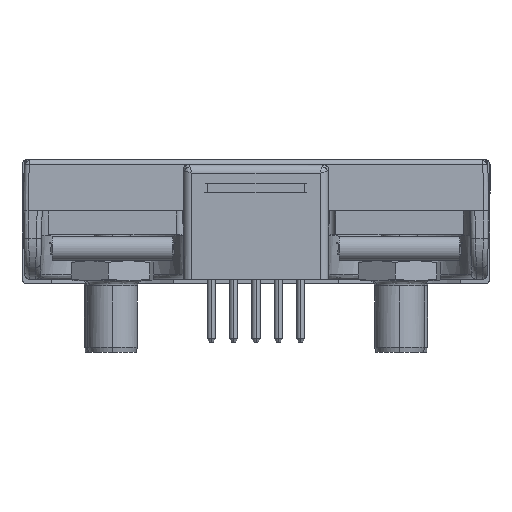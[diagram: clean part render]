
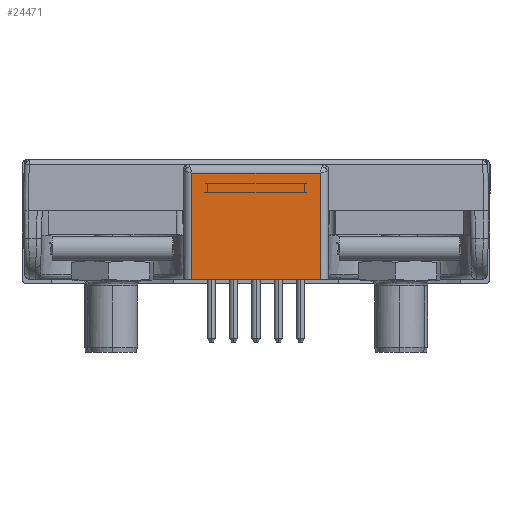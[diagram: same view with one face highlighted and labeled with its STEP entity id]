
A CAD part, left-side view. The second image highlights one B-rep face of the part: STEP entity #24471.
In plain terms, the highlighted planar face has unit normal (-1, 0, 0).
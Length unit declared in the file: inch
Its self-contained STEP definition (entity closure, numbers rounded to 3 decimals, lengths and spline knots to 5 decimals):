
#6662 = VERTEX_POINT ( 'NONE', #54707 ) ;
#12314 = AXIS2_PLACEMENT_3D ( 'NONE', #57455, #17530, #30945 ) ;
#15253 = FACE_OUTER_BOUND ( 'NONE', #53175, .T. ) ;
#17506 = VECTOR ( 'NONE', #17967, 39.37008 ) ;
#17530 = DIRECTION ( 'NONE',  ( 1., 0., 0. ) ) ;
#17967 = DIRECTION ( 'NONE',  ( 0., -1., 0. ) ) ;
#20634 = VECTOR ( 'NONE', #37490, 39.37008 ) ;
#23094 = EDGE_CURVE ( 'NONE', #6662, #44240, #32074, .T. ) ;
#24471 = ADVANCED_FACE ( 'NONE', ( #15253 ), #44078, .F. ) ;
#24898 = LINE ( 'NONE', #38088, #17506 ) ;
#28837 = EDGE_CURVE ( 'NONE', #86201, #41462, #24898, .T. ) ;
#30945 = DIRECTION ( 'NONE',  ( 0., 0., -1. ) ) ;
#32074 = LINE ( 'NONE', #45018, #20634 ) ;
#37490 = DIRECTION ( 'NONE',  ( 0., 1., 0. ) ) ;
#38088 = CARTESIAN_POINT ( 'NONE',  ( -8.55746, 0.59094, -1.53002 ) ) ;
#38230 = CARTESIAN_POINT ( 'NONE',  ( -8.55746, 0.97508, -1.53002 ) ) ;
#38453 = VECTOR ( 'NONE', #76973, 39.37008 ) ;
#41462 = VERTEX_POINT ( 'NONE', #43566 ) ;
#43566 = CARTESIAN_POINT ( 'NONE',  ( -8.55746, 0.59094, -1.53002 ) ) ;
#44078 = PLANE ( 'NONE',  #12314 ) ;
#44240 = VERTEX_POINT ( 'NONE', #85935 ) ;
#45018 = CARTESIAN_POINT ( 'NONE',  ( -8.55746, 0.56295, -1.84764 ) ) ;
#49875 = VECTOR ( 'NONE', #57663, 39.37008 ) ;
#50147 = CARTESIAN_POINT ( 'NONE',  ( -8.55746, 0.97508, -1.53002 ) ) ;
#53175 = EDGE_LOOP ( 'NONE', ( #57054, #55773, #65384, #59287 ) ) ;
#53810 = EDGE_CURVE ( 'NONE', #44240, #86201, #58219, .T. ) ;
#54707 = CARTESIAN_POINT ( 'NONE',  ( -8.55746, 0.59094, -1.84764 ) ) ;
#55059 = LINE ( 'NONE', #56794, #49875 ) ;
#55773 = ORIENTED_EDGE ( 'NONE', *, *, #74846, .F. ) ;
#56794 = CARTESIAN_POINT ( 'NONE',  ( -8.55746, 0.59094, -1.53002 ) ) ;
#57054 = ORIENTED_EDGE ( 'NONE', *, *, #23094, .F. ) ;
#57455 = CARTESIAN_POINT ( 'NONE',  ( -8.55746, 0.59094, -1.53002 ) ) ;
#57663 = DIRECTION ( 'NONE',  ( 0., 0., -1. ) ) ;
#58219 = LINE ( 'NONE', #50147, #38453 ) ;
#59287 = ORIENTED_EDGE ( 'NONE', *, *, #53810, .F. ) ;
#65384 = ORIENTED_EDGE ( 'NONE', *, *, #28837, .F. ) ;
#74846 = EDGE_CURVE ( 'NONE', #41462, #6662, #55059, .T. ) ;
#76973 = DIRECTION ( 'NONE',  ( 0., 0., 1. ) ) ;
#85935 = CARTESIAN_POINT ( 'NONE',  ( -8.55746, 0.97508, -1.84764 ) ) ;
#86201 = VERTEX_POINT ( 'NONE', #38230 ) ;
